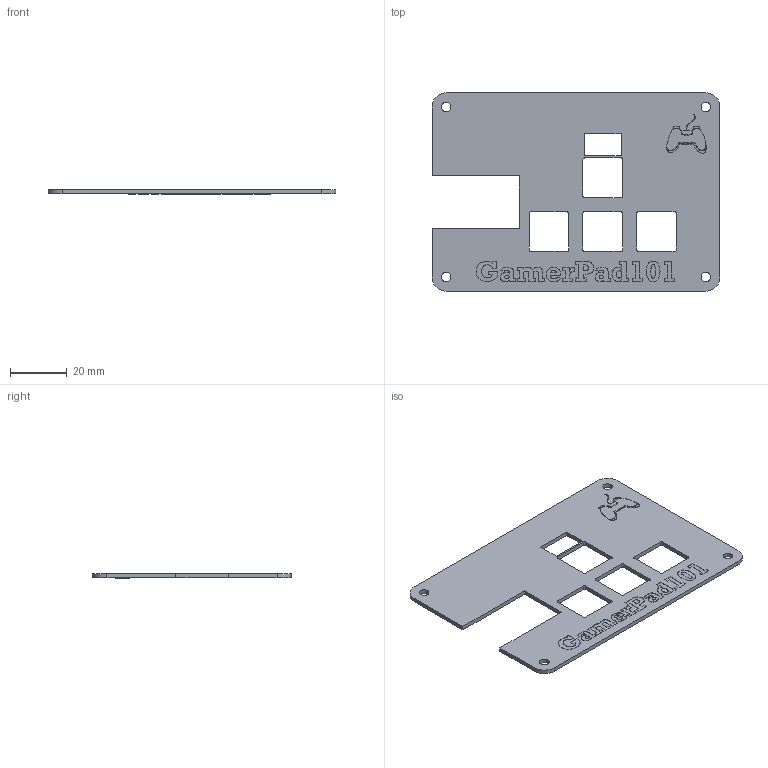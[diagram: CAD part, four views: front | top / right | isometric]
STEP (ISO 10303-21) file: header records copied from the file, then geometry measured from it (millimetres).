
FILE_DESCRIPTION(/* description */ (''),/* implementation_level */ '2;1');
FILE_NAME(/* name */ 'Top.step',/* time_stamp */ '2025-06-05T17:03:08+08:00',/* author */ (''),/* organization */ (''),/* preprocessor_version */ 'ST-DEVELOPER v20.1',/* originating_system */ 'Autodesk Translation Framework v14.10.0.0',/* authorisation */ '');
FILE_SCHEMA (('AUTOMOTIVE_DESIGN { 1 0 10303 214 3 1 1 }'));
Length unit declared in the file: millimetre
Products named in the file (1): 2025-06-01-20-26-56-328
Bounding box: 101.8 x 70.1 x 1.76 mm (x, y, z)
Volume: 8448.7 mm3; surface area: 12571.7 mm2
Topology: 9 solids, 9 shells, 723 faces, 2013 edges, 1342 vertices
Faces by surface type: bspline 395, plane 304, cylinder 24
Full cylindrical faces by diameter (mm): 3.4 x4
Entity records: 25999 total; most frequent: CARTESIAN_POINT 10484, ORIENTED_EDGE 4026, EDGE_CURVE 2013, DIRECTION 1929, VERTEX_POINT 1342, LINE 1175, VECTOR 1175, EDGE_LOOP 775
